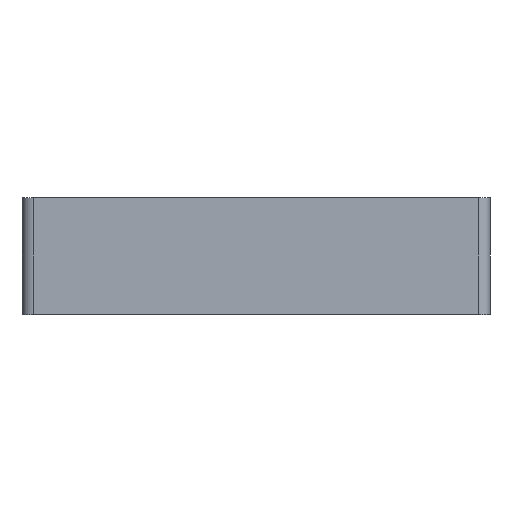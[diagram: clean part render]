
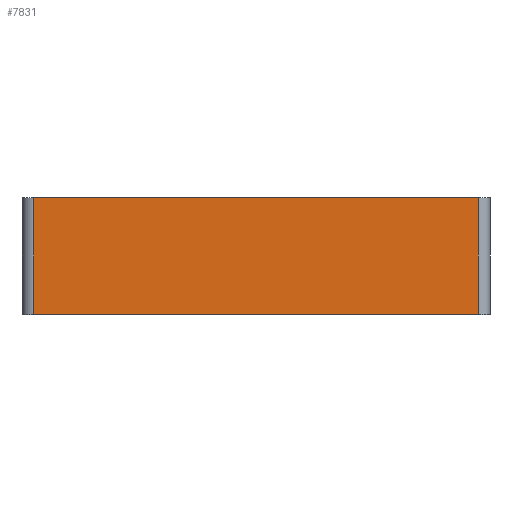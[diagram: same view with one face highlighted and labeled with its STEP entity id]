
A CAD part, front view. The second image highlights one B-rep face of the part: STEP entity #7831.
In plain terms, the highlighted planar face has unit normal (0, -1, 0).
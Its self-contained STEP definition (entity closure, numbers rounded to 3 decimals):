
#512=PLANE('',#8352);
#942=FACE_OUTER_BOUND('',#1409,.T.);
#1409=EDGE_LOOP('',(#6986,#6987,#6988,#6989));
#2417=LINE('',#14670,#3376);
#2420=LINE('',#14680,#3379);
#2421=LINE('',#14682,#3380);
#2422=LINE('',#14683,#3381);
#3376=VECTOR('',#10299,10.);
#3379=VECTOR('',#10308,10.);
#3380=VECTOR('',#10309,10.);
#3381=VECTOR('',#10310,10.);
#4164=VERTEX_POINT('',#14667);
#4165=VERTEX_POINT('',#14669);
#4169=VERTEX_POINT('',#14679);
#4170=VERTEX_POINT('',#14681);
#5216=EDGE_CURVE('',#4165,#4164,#2417,.T.);
#5221=EDGE_CURVE('',#4169,#4164,#2420,.T.);
#5222=EDGE_CURVE('',#4170,#4169,#2421,.T.);
#5223=EDGE_CURVE('',#4165,#4170,#2422,.T.);
#6986=ORIENTED_EDGE('',*,*,#5216,.T.);
#6987=ORIENTED_EDGE('',*,*,#5221,.F.);
#6988=ORIENTED_EDGE('',*,*,#5222,.F.);
#6989=ORIENTED_EDGE('',*,*,#5223,.F.);
#7831=ADVANCED_FACE('',(#942),#512,.F.);
#8352=AXIS2_PLACEMENT_3D('',#14678,#10306,#10307);
#10299=DIRECTION('',(1.,0.,0.));
#10306=DIRECTION('center_axis',(0.,1.,0.));
#10307=DIRECTION('ref_axis',(0.,0.,1.));
#10308=DIRECTION('',(0.,0.,-1.));
#10309=DIRECTION('',(1.,0.,0.));
#10310=DIRECTION('',(0.,0.,1.));
#14667=CARTESIAN_POINT('',(399.424,-175.95,28.175));
#14669=CARTESIAN_POINT('',(323.424,-175.95,28.175));
#14670=CARTESIAN_POINT('',(341.549,-175.95,28.175));
#14678=CARTESIAN_POINT('Origin',(319.424,-175.95,3.175));
#14679=CARTESIAN_POINT('',(399.424,-175.95,48.175));
#14680=CARTESIAN_POINT('',(399.424,-175.95,14.425));
#14681=CARTESIAN_POINT('',(323.424,-175.95,48.175));
#14682=CARTESIAN_POINT('',(341.549,-175.95,48.175));
#14683=CARTESIAN_POINT('',(323.424,-175.95,3.175));
